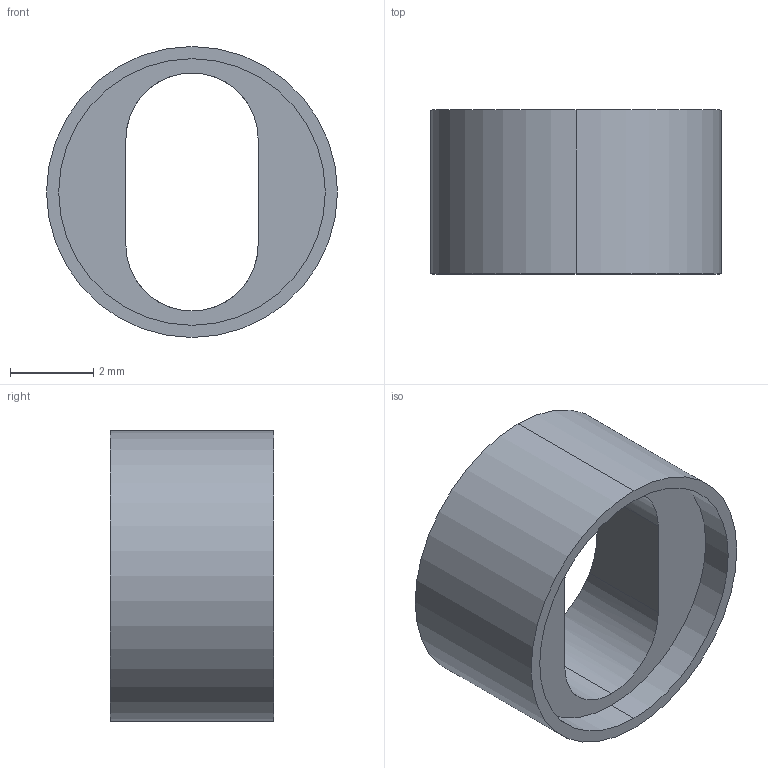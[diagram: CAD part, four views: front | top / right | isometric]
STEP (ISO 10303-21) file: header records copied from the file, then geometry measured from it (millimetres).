
FILE_DESCRIPTION (( 'STEP AP214' ), '1' );
FILE_NAME ('Ball Holder.STEP', '2015-09-28T02:13:29', ( '' ), ( '' ), 'SwSTEP 2.0', 'SolidWorks 2014', '' );
FILE_SCHEMA (( 'AUTOMOTIVE_DESIGN' ));
Length unit declared in the file: inch
Products named in the file (1): Ball Holder
Bounding box: 6.99 x 3.94 x 6.99 mm (x, y, z)
Volume: 67.3 mm3; surface area: 187.2 mm2
Topology: 1 solids, 1 shells, 13 faces, 30 edges, 19 vertices
Faces by surface type: cylinder 7, plane 4, cone 2
Entity records: 473 total; most frequent: CARTESIAN_POINT 133, DIRECTION 63, ORIENTED_EDGE 60, EDGE_CURVE 30, AXIS2_PLACEMENT_3D 25, VERTEX_POINT 19, EDGE_LOOP 15, LINE 13
